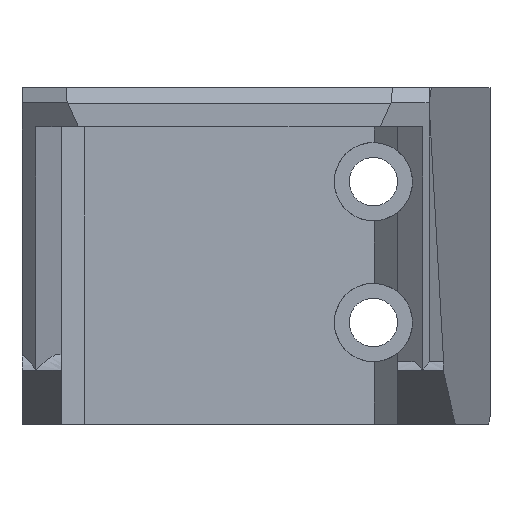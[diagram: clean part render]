
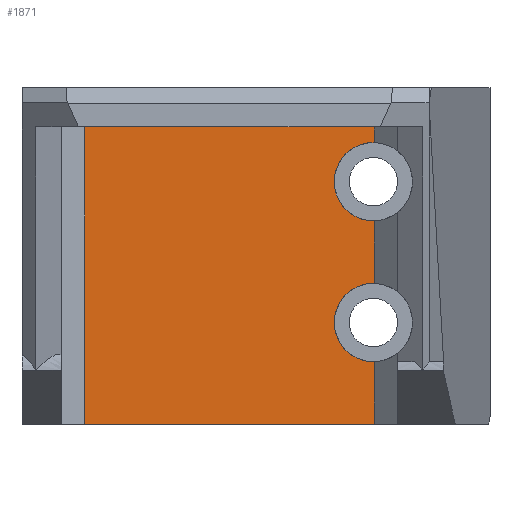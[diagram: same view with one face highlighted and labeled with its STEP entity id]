
A CAD part, front view. The second image highlights one B-rep face of the part: STEP entity #1871.
In plain terms, the highlighted planar face has unit normal (0, -1, 0).
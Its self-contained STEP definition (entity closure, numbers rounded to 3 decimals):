
#57=PLANE('',#2018);
#133=FACE_OUTER_BOUND('',#245,.T.);
#245=EDGE_LOOP('',(#1321,#1322,#1323,#1324,#1325,#1326,#1327,#1328,#1329,
#1330));
#375=CIRCLE('',#2003,5.);
#377=CIRCLE('',#2005,5.);
#379=CIRCLE('',#2012,5.);
#381=CIRCLE('',#2014,5.);
#437=LINE('',#2778,#641);
#438=LINE('',#2780,#642);
#439=LINE('',#2782,#643);
#440=LINE('',#2784,#644);
#441=LINE('',#2786,#645);
#442=LINE('',#2787,#646);
#641=VECTOR('',#2222,1000.);
#642=VECTOR('',#2223,1000.);
#643=VECTOR('',#2224,1000.);
#644=VECTOR('',#2225,1000.);
#645=VECTOR('',#2226,10.);
#646=VECTOR('',#2227,1000.);
#856=VERTEX_POINT('',#2741);
#857=VERTEX_POINT('',#2743);
#859=VERTEX_POINT('',#2748);
#865=VERTEX_POINT('',#2762);
#866=VERTEX_POINT('',#2764);
#868=VERTEX_POINT('',#2769);
#871=VERTEX_POINT('',#2779);
#872=VERTEX_POINT('',#2781);
#873=VERTEX_POINT('',#2783);
#874=VERTEX_POINT('',#2785);
#1026=EDGE_CURVE('',#857,#856,#375,.T.);
#1029=EDGE_CURVE('',#859,#857,#377,.T.);
#1036=EDGE_CURVE('',#866,#865,#379,.T.);
#1039=EDGE_CURVE('',#868,#866,#381,.T.);
#1043=EDGE_CURVE('',#856,#868,#437,.T.);
#1044=EDGE_CURVE('',#865,#871,#438,.T.);
#1045=EDGE_CURVE('',#872,#871,#439,.T.);
#1046=EDGE_CURVE('',#872,#873,#440,.T.);
#1047=EDGE_CURVE('',#873,#874,#441,.T.);
#1048=EDGE_CURVE('',#874,#859,#442,.T.);
#1321=ORIENTED_EDGE('',*,*,#1029,.T.);
#1322=ORIENTED_EDGE('',*,*,#1026,.T.);
#1323=ORIENTED_EDGE('',*,*,#1043,.T.);
#1324=ORIENTED_EDGE('',*,*,#1039,.T.);
#1325=ORIENTED_EDGE('',*,*,#1036,.T.);
#1326=ORIENTED_EDGE('',*,*,#1044,.T.);
#1327=ORIENTED_EDGE('',*,*,#1045,.F.);
#1328=ORIENTED_EDGE('',*,*,#1046,.T.);
#1329=ORIENTED_EDGE('',*,*,#1047,.T.);
#1330=ORIENTED_EDGE('',*,*,#1048,.T.);
#1871=ADVANCED_FACE('',(#133),#57,.F.);
#2003=AXIS2_PLACEMENT_3D('',#2744,#2185,#2186);
#2005=AXIS2_PLACEMENT_3D('',#2749,#2190,#2191);
#2012=AXIS2_PLACEMENT_3D('',#2765,#2206,#2207);
#2014=AXIS2_PLACEMENT_3D('',#2770,#2211,#2212);
#2018=AXIS2_PLACEMENT_3D('',#2777,#2220,#2221);
#2185=DIRECTION('center_axis',(0.,1.,0.));
#2186=DIRECTION('ref_axis',(1.,0.,0.));
#2190=DIRECTION('center_axis',(0.,1.,0.));
#2191=DIRECTION('ref_axis',(1.,0.,0.));
#2206=DIRECTION('center_axis',(0.,1.,0.));
#2207=DIRECTION('ref_axis',(1.,0.,0.));
#2211=DIRECTION('center_axis',(0.,1.,0.));
#2212=DIRECTION('ref_axis',(1.,0.,0.));
#2220=DIRECTION('center_axis',(0.,1.,0.));
#2221=DIRECTION('ref_axis',(0.,0.,1.));
#2222=DIRECTION('',(0.,0.,1.));
#2223=DIRECTION('',(0.,0.,1.));
#2224=DIRECTION('',(1.,0.,0.));
#2225=DIRECTION('',(0.,0.,-1.));
#2226=DIRECTION('',(1.,0.,0.));
#2227=DIRECTION('',(0.,0.,1.));
#2741=CARTESIAN_POINT('',(18.5,23.3,-20.001));
#2743=CARTESIAN_POINT('',(13.41,23.3,-25.));
#2744=CARTESIAN_POINT('Origin',(18.41,23.3,-25.));
#2748=CARTESIAN_POINT('',(18.5,23.3,-29.999));
#2749=CARTESIAN_POINT('Origin',(18.41,23.3,-25.));
#2762=CARTESIAN_POINT('',(18.5,23.3,-2.001));
#2764=CARTESIAN_POINT('',(13.41,23.3,-7.));
#2765=CARTESIAN_POINT('Origin',(18.41,23.3,-7.));
#2769=CARTESIAN_POINT('',(18.5,23.3,-11.999));
#2770=CARTESIAN_POINT('Origin',(18.41,23.3,-7.));
#2777=CARTESIAN_POINT('Origin',(0.,23.3,0.002));
#2778=CARTESIAN_POINT('',(18.5,23.3,0.002));
#2779=CARTESIAN_POINT('',(18.5,23.3,0.));
#2780=CARTESIAN_POINT('',(18.5,23.3,0.002));
#2781=CARTESIAN_POINT('',(-18.5,23.3,0.));
#2782=CARTESIAN_POINT('',(0.,23.3,0.));
#2783=CARTESIAN_POINT('',(-18.5,23.3,-38.));
#2784=CARTESIAN_POINT('',(-18.5,23.3,-48.));
#2785=CARTESIAN_POINT('',(18.5,23.3,-38.));
#2786=CARTESIAN_POINT('',(-13.25,23.3,-38.));
#2787=CARTESIAN_POINT('',(18.5,23.3,0.002));
